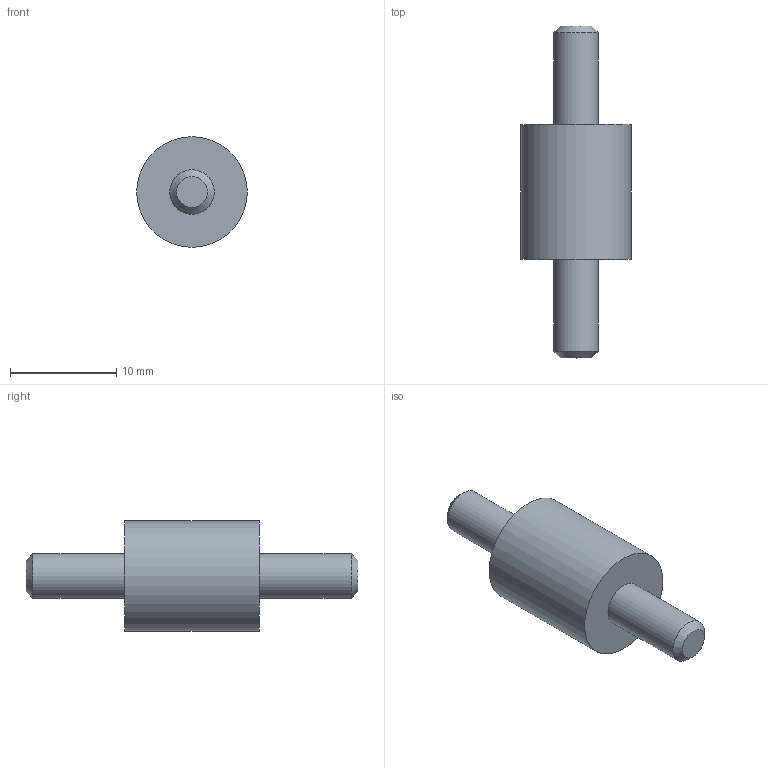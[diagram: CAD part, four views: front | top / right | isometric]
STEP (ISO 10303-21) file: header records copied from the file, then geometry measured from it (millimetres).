
FILE_DESCRIPTION(/* description */ (''),/* implementation_level */ '2;1');
FILE_NAME(/* name */ '(Flexible) Rubber Link.ipt.step',/* time_stamp */ '2020-04-16T23:09:45-04:00',/* author */ ('Jordan'),/* organization */ (''),/* preprocessor_version */ 'ST-DEVELOPER v17',/* originating_system */ 'Autodesk Inventor 2019',/* authorisation */ '');
FILE_SCHEMA (('AUTOMOTIVE_DESIGN { 1 0 10303 214 3 1 1 }'));
Length unit declared in the file: inch
Products named in the file (1): (Flexible) Rubber Link
Bounding box: 10.41 x 31.24 x 10.41 mm (x, y, z)
Volume: 1332.8 mm3; surface area: 819.1 mm2
Topology: 1 solids, 1 shells, 9 faces, 21 edges, 16 vertices
Faces by surface type: plane 4, cylinder 3, cone 2
Full cylindrical faces by diameter (mm): 4.191 x2, 10.414 x1
Entity records: 343 total; most frequent: DIRECTION 57, CARTESIAN_POINT 47, ORIENTED_EDGE 42, AXIS2_PLACEMENT_3D 26, EDGE_CURVE 21, CIRCLE 16, VERTEX_POINT 16, EDGE_LOOP 11
